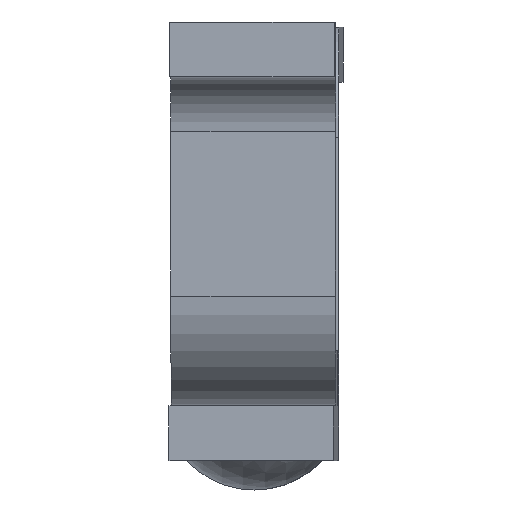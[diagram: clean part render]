
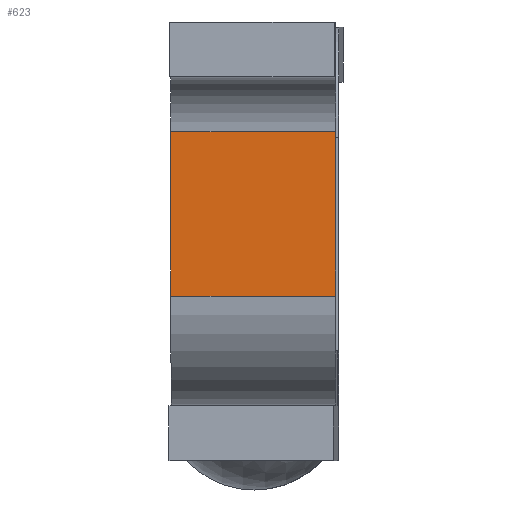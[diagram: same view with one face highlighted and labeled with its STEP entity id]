
A CAD part, front view. The second image highlights one B-rep face of the part: STEP entity #623.
In plain terms, the highlighted planar face has unit normal (-0.005, -1, 0).
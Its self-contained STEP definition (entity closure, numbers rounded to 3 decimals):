
#623=ADVANCED_FACE('',(#1154),#1155,.T.);
#1154=FACE_OUTER_BOUND('',#1685,.T.);
#1155=PLANE('',#1686);
#1685=EDGE_LOOP('',(#2742,#2743,#2744,#2745));
#1686=AXIS2_PLACEMENT_3D('',#2746,#2747,#2748);
#2742=ORIENTED_EDGE('',*,*,#3537,.F.);
#2743=ORIENTED_EDGE('',*,*,#3568,.F.);
#2744=ORIENTED_EDGE('',*,*,#3546,.T.);
#2745=ORIENTED_EDGE('',*,*,#3566,.T.);
#2746=CARTESIAN_POINT('',(30.345,75.499,25.323));
#2747=DIRECTION('',(-0.005,-1.,0.));
#2748=DIRECTION('',(0.,0.,-1.0));
#3537=EDGE_CURVE('',#4187,#4197,#4198,.T.);
#3546=EDGE_CURVE('',#4176,#4202,#4211,.T.);
#3566=EDGE_CURVE('',#4202,#4197,#4237,.T.);
#3568=EDGE_CURVE('',#4176,#4187,#4239,.T.);
#4176=VERTEX_POINT('',#5274);
#4187=VERTEX_POINT('',#5289);
#4197=VERTEX_POINT('',#5302);
#4198=LINE('',#5303,#5304);
#4202=VERTEX_POINT('',#5309);
#4211=LINE('',#5321,#5322);
#4237=LINE('',#5359,#5360);
#4239=LINE('',#5362,#5363);
#5274=CARTESIAN_POINT('',(30.345,75.499,35.323));
#5289=CARTESIAN_POINT('',(0.346,75.637,35.323));
#5302=CARTESIAN_POINT('',(0.346,75.637,65.323));
#5303=CARTESIAN_POINT('',(0.346,75.637,25.323));
#5304=VECTOR('',#6079,1000.0);
#5309=CARTESIAN_POINT('',(30.345,75.499,65.323));
#5321=CARTESIAN_POINT('',(30.345,75.499,25.323));
#5322=VECTOR('',#6090,1000.0);
#5359=CARTESIAN_POINT('',(30.345,75.499,65.323));
#5360=VECTOR('',#6108,1000.0);
#5362=CARTESIAN_POINT('',(30.345,75.499,35.323));
#5363=VECTOR('',#6109,1000.0);
#6079=DIRECTION('',(0.,0.,1.0));
#6090=DIRECTION('',(0.,0.,1.0));
#6108=DIRECTION('',(-1.,0.005,0.));
#6109=DIRECTION('',(-1.,0.005,0.));
